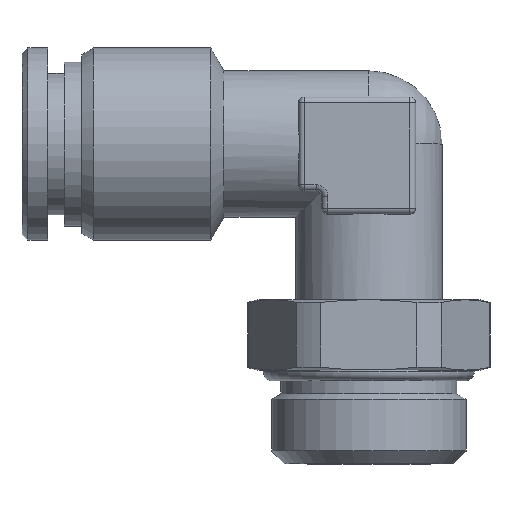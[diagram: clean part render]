
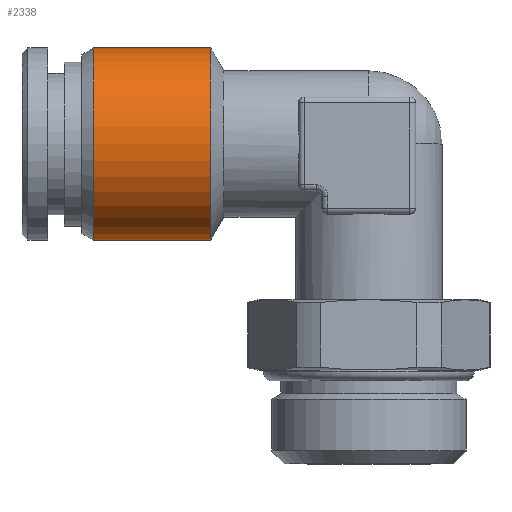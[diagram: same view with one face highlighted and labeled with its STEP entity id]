
A CAD part, top view. The second image highlights one B-rep face of the part: STEP entity #2338.
In plain terms, the highlighted cylindrical face has radius 8.2 mm (diameter 16.4 mm), a partial arc.
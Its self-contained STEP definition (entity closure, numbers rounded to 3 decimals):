
#346=CARTESIAN_POINT('',(-23.5,0.,0.));
#347=DIRECTION('',(1.,0.,0.));
#348=DIRECTION('',(0.,1.,0.));
#349=AXIS2_PLACEMENT_3D('',#346,#347,#348);
#351=CARTESIAN_POINT('',(-13.5,0.,0.));
#352=DIRECTION('',(1.,0.,0.));
#353=DIRECTION('',(0.,1.,0.));
#354=AXIS2_PLACEMENT_3D('',#351,#352,#353);
#356=DIRECTION('',(-1.,0.,0.));
#357=VECTOR('',#356,10.);
#358=CARTESIAN_POINT('',(-13.5,8.2,0.));
#359=LINE('',#358,#357);
#360=DIRECTION('',(-1.,0.,0.));
#361=VECTOR('',#360,10.);
#362=CARTESIAN_POINT('',(-13.5,-8.2,0.));
#363=LINE('',#362,#361);
#1606=CARTESIAN_POINT('',(-13.5,8.2,0.));
#1607=VERTEX_POINT('',#1606);
#1609=CARTESIAN_POINT('',(-13.5,-8.2,0.));
#1611=VERTEX_POINT('',#1609);
#1624=CARTESIAN_POINT('',(-23.5,8.2,0.));
#1625=VERTEX_POINT('',#1624);
#1628=CARTESIAN_POINT('',(-23.5,-8.2,0.));
#1629=VERTEX_POINT('',#1628);
#2324=CARTESIAN_POINT('',(-26.038,0.,0.));
#2325=DIRECTION('',(1.,0.,0.));
#2326=DIRECTION('',(0.,-1.,0.));
#2327=AXIS2_PLACEMENT_3D('',#2324,#2325,#2326);
#2328=CYLINDRICAL_SURFACE('',#2327,8.2);
#2330=ORIENTED_EDGE('',*,*,#2329,.F.);
#2332=ORIENTED_EDGE('',*,*,#2331,.T.);
#2334=ORIENTED_EDGE('',*,*,#2333,.T.);
#2335=ORIENTED_EDGE('',*,*,#2317,.F.);
#2336=EDGE_LOOP('',(#2330,#2332,#2334,#2335));
#2337=FACE_OUTER_BOUND('',#2336,.F.);
#2338=ADVANCED_FACE('',(#2337),#2328,.T.);
#350=CIRCLE('',#349,8.2);
#355=CIRCLE('',#354,8.2);
#2317=EDGE_CURVE('',#1625,#1629,#350,.T.);
#2329=EDGE_CURVE('',#1607,#1625,#359,.T.);
#2331=EDGE_CURVE('',#1607,#1611,#355,.T.);
#2333=EDGE_CURVE('',#1611,#1629,#363,.T.);
